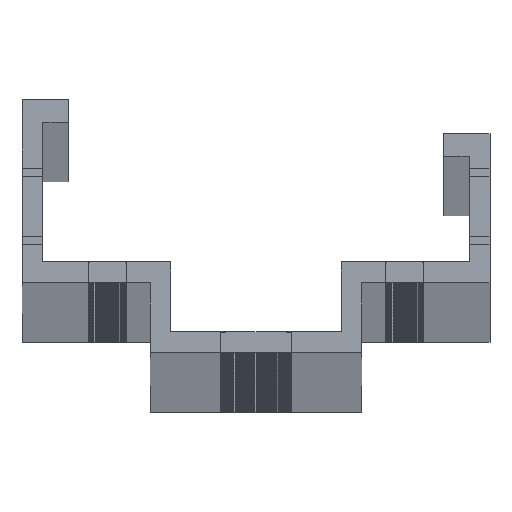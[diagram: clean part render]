
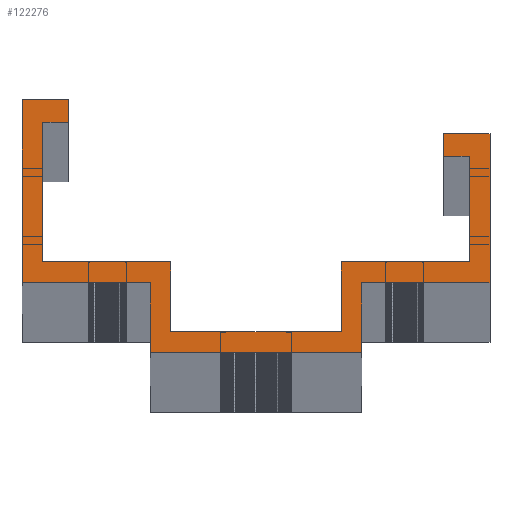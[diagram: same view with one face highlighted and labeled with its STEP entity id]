
A CAD part, top view. The second image highlights one B-rep face of the part: STEP entity #122276.
In plain terms, the highlighted planar face has unit normal (0, 0, 1).
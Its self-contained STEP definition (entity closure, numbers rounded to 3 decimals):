
#50561=DIRECTION('',(-1.,0.,0.));
#50562=VECTOR('',#50561,2.72);
#50563=CARTESIAN_POINT('',(-10.99,14.81,2000.01));
#50564=LINE('',#50563,#50562);
#50565=DIRECTION('',(0.,1.,0.));
#50566=VECTOR('',#50565,1.32);
#50567=CARTESIAN_POINT('',(-10.99,13.49,2000.01));
#50568=LINE('',#50567,#50566);
#50569=DIRECTION('',(1.,0.,0.));
#50570=VECTOR('',#50569,1.5);
#50571=CARTESIAN_POINT('',(-12.49,13.49,2000.01));
#50572=LINE('',#50571,#50570);
#50573=DIRECTION('',(0.,1.,0.));
#50574=VECTOR('',#50573,8.18);
#50575=CARTESIAN_POINT('',(-12.49,5.31,2000.01));
#50576=LINE('',#50575,#50574);
#50577=DIRECTION('',(-1.,0.,0.));
#50578=VECTOR('',#50577,7.5);
#50579=CARTESIAN_POINT('',(-4.99,5.31,2000.01));
#50580=LINE('',#50579,#50578);
#50581=DIRECTION('',(0.,1.,0.));
#50582=VECTOR('',#50581,4.1);
#50583=CARTESIAN_POINT('',(-4.99,1.21,2000.01));
#50584=LINE('',#50583,#50582);
#50585=DIRECTION('',(-1.,0.,0.));
#50586=VECTOR('',#50585,9.98);
#50587=CARTESIAN_POINT('',(4.99,1.21,2000.01));
#50588=LINE('',#50587,#50586);
#50589=DIRECTION('',(0.,-1.,0.));
#50590=VECTOR('',#50589,4.1);
#50591=CARTESIAN_POINT('',(4.99,5.31,2000.01));
#50592=LINE('',#50591,#50590);
#50593=DIRECTION('',(-1.,0.,0.));
#50594=VECTOR('',#50593,7.5);
#50595=CARTESIAN_POINT('',(12.49,5.31,2000.01));
#50596=LINE('',#50595,#50594);
#50597=DIRECTION('',(0.,-1.,0.));
#50598=VECTOR('',#50597,6.18);
#50599=CARTESIAN_POINT('',(12.49,11.49,2000.01));
#50600=LINE('',#50599,#50598);
#50601=DIRECTION('',(1.,0.,0.));
#50602=VECTOR('',#50601,1.5);
#50603=CARTESIAN_POINT('',(10.99,11.49,2000.01));
#50604=LINE('',#50603,#50602);
#50605=DIRECTION('',(0.,-1.,0.));
#50606=VECTOR('',#50605,1.32);
#50607=CARTESIAN_POINT('',(10.99,12.81,2000.01));
#50608=LINE('',#50607,#50606);
#50609=DIRECTION('',(-1.,0.,0.));
#50610=VECTOR('',#50609,2.72);
#50611=CARTESIAN_POINT('',(13.71,12.81,2000.01));
#50612=LINE('',#50611,#50610);
#50613=DIRECTION('',(0.,1.,0.));
#50614=VECTOR('',#50613,8.72);
#50615=CARTESIAN_POINT('',(13.71,4.09,2000.01));
#50616=LINE('',#50615,#50614);
#50617=DIRECTION('',(1.,0.,0.));
#50618=VECTOR('',#50617,7.5);
#50619=CARTESIAN_POINT('',(6.21,4.09,2000.01));
#50620=LINE('',#50619,#50618);
#50621=DIRECTION('',(0.,1.,0.));
#50622=VECTOR('',#50621,4.1);
#50623=CARTESIAN_POINT('',(6.21,-0.01,2000.01));
#50624=LINE('',#50623,#50622);
#50625=DIRECTION('',(1.,0.,0.));
#50626=VECTOR('',#50625,12.42);
#50627=CARTESIAN_POINT('',(-6.21,-0.01,2000.01));
#50628=LINE('',#50627,#50626);
#50629=DIRECTION('',(0.,-1.,0.));
#50630=VECTOR('',#50629,4.1);
#50631=CARTESIAN_POINT('',(-6.21,4.09,2000.01));
#50632=LINE('',#50631,#50630);
#50633=DIRECTION('',(1.,0.,0.));
#50634=VECTOR('',#50633,7.5);
#50635=CARTESIAN_POINT('',(-13.71,4.09,2000.01));
#50636=LINE('',#50635,#50634);
#50637=DIRECTION('',(0.,-1.,0.));
#50638=VECTOR('',#50637,10.72);
#50639=CARTESIAN_POINT('',(-13.71,14.81,2000.01));
#50640=LINE('',#50639,#50638);
#73081=CARTESIAN_POINT('',(-10.99,14.81,2000.01));
#73082=CARTESIAN_POINT('',(-13.71,14.81,2000.01));
#73083=VERTEX_POINT('',#73081);
#73084=VERTEX_POINT('',#73082);
#73085=CARTESIAN_POINT('',(-13.71,4.09,2000.01));
#73086=VERTEX_POINT('',#73085);
#73087=CARTESIAN_POINT('',(-6.21,4.09,2000.01));
#73088=VERTEX_POINT('',#73087);
#73089=CARTESIAN_POINT('',(-6.21,-0.01,2000.01));
#73090=VERTEX_POINT('',#73089);
#73091=CARTESIAN_POINT('',(6.21,-0.01,2000.01));
#73092=VERTEX_POINT('',#73091);
#73093=CARTESIAN_POINT('',(6.21,4.09,2000.01));
#73094=VERTEX_POINT('',#73093);
#73095=CARTESIAN_POINT('',(13.71,4.09,2000.01));
#73096=VERTEX_POINT('',#73095);
#73097=CARTESIAN_POINT('',(13.71,12.81,2000.01));
#73098=VERTEX_POINT('',#73097);
#73099=CARTESIAN_POINT('',(10.99,12.81,2000.01));
#73100=VERTEX_POINT('',#73099);
#73101=CARTESIAN_POINT('',(10.99,11.49,2000.01));
#73102=VERTEX_POINT('',#73101);
#73103=CARTESIAN_POINT('',(12.49,11.49,2000.01));
#73104=VERTEX_POINT('',#73103);
#73105=CARTESIAN_POINT('',(12.49,5.31,2000.01));
#73106=VERTEX_POINT('',#73105);
#73107=CARTESIAN_POINT('',(4.99,5.31,2000.01));
#73108=VERTEX_POINT('',#73107);
#73109=CARTESIAN_POINT('',(4.99,1.21,2000.01));
#73110=VERTEX_POINT('',#73109);
#73111=CARTESIAN_POINT('',(-4.99,1.21,2000.01));
#73112=VERTEX_POINT('',#73111);
#73113=CARTESIAN_POINT('',(-4.99,5.31,2000.01));
#73114=VERTEX_POINT('',#73113);
#73115=CARTESIAN_POINT('',(-12.49,5.31,2000.01));
#73116=VERTEX_POINT('',#73115);
#73117=CARTESIAN_POINT('',(-12.49,13.49,2000.01));
#73118=VERTEX_POINT('',#73117);
#73119=CARTESIAN_POINT('',(-10.99,13.49,2000.01));
#73120=VERTEX_POINT('',#73119);
#122249=CARTESIAN_POINT('',(0.,0.,2000.01));
#122250=DIRECTION('',(0.,0.,1.));
#122251=DIRECTION('',(1.,0.,0.));
#122252=AXIS2_PLACEMENT_3D('',#122249,#122250,#122251);
#122253=PLANE('',#122252);
#122254=ORIENTED_EDGE('',*,*,#95577,.F.);
#122255=ORIENTED_EDGE('',*,*,#95592,.F.);
#122256=ORIENTED_EDGE('',*,*,#95606,.F.);
#122257=ORIENTED_EDGE('',*,*,#95620,.F.);
#122258=ORIENTED_EDGE('',*,*,#99234,.F.);
#122259=ORIENTED_EDGE('',*,*,#101248,.F.);
#122260=ORIENTED_EDGE('',*,*,#101262,.F.);
#122261=ORIENTED_EDGE('',*,*,#103276,.F.);
#122262=ORIENTED_EDGE('',*,*,#103290,.F.);
#122263=ORIENTED_EDGE('',*,*,#105304,.F.);
#122264=ORIENTED_EDGE('',*,*,#108918,.F.);
#122265=ORIENTED_EDGE('',*,*,#108932,.F.);
#122266=ORIENTED_EDGE('',*,*,#108946,.F.);
#122267=ORIENTED_EDGE('',*,*,#108960,.F.);
#122268=ORIENTED_EDGE('',*,*,#112574,.F.);
#122269=ORIENTED_EDGE('',*,*,#114588,.F.);
#122270=ORIENTED_EDGE('',*,*,#114602,.F.);
#122271=ORIENTED_EDGE('',*,*,#116616,.F.);
#122272=ORIENTED_EDGE('',*,*,#116630,.F.);
#122273=ORIENTED_EDGE('',*,*,#118643,.F.);
#122274=EDGE_LOOP('',(#122254,#122255,#122256,#122257,#122258,#122259,#122260,
#122261,#122262,#122263,#122264,#122265,#122266,#122267,#122268,#122269,#122270,
#122271,#122272,#122273));
#122275=FACE_OUTER_BOUND('',#122274,.F.);
#122276=ADVANCED_FACE('',(#122275),#122253,.T.);
#95577=EDGE_CURVE('',#73083,#73084,#50564,.T.);
#95592=EDGE_CURVE('',#73120,#73083,#50568,.T.);
#95606=EDGE_CURVE('',#73118,#73120,#50572,.T.);
#95620=EDGE_CURVE('',#73116,#73118,#50576,.T.);
#99234=EDGE_CURVE('',#73114,#73116,#50580,.T.);
#101248=EDGE_CURVE('',#73112,#73114,#50584,.T.);
#101262=EDGE_CURVE('',#73110,#73112,#50588,.T.);
#103276=EDGE_CURVE('',#73108,#73110,#50592,.T.);
#103290=EDGE_CURVE('',#73106,#73108,#50596,.T.);
#105304=EDGE_CURVE('',#73104,#73106,#50600,.T.);
#108918=EDGE_CURVE('',#73102,#73104,#50604,.T.);
#108932=EDGE_CURVE('',#73100,#73102,#50608,.T.);
#108946=EDGE_CURVE('',#73098,#73100,#50612,.T.);
#108960=EDGE_CURVE('',#73096,#73098,#50616,.T.);
#112574=EDGE_CURVE('',#73094,#73096,#50620,.T.);
#114588=EDGE_CURVE('',#73092,#73094,#50624,.T.);
#114602=EDGE_CURVE('',#73090,#73092,#50628,.T.);
#116616=EDGE_CURVE('',#73088,#73090,#50632,.T.);
#116630=EDGE_CURVE('',#73086,#73088,#50636,.T.);
#118643=EDGE_CURVE('',#73084,#73086,#50640,.T.);
